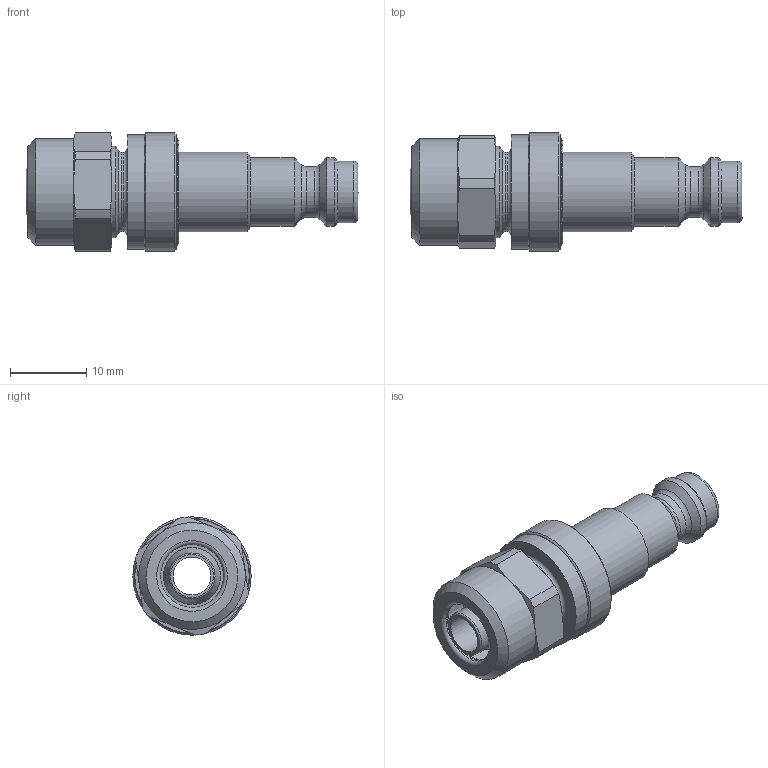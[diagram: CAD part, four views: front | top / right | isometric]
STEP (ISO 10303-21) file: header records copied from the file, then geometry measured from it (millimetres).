
FILE_DESCRIPTION((''),'2;1');
FILE_NAME('21sfko08mxx0.stp','2014-05-05T09:12:39',('AS035480'),(''),'Autodesk Inventor 2013','Autodesk Inventor 2013','');
FILE_SCHEMA(('AUTOMOTIVE_DESIGN { 1 0 10303 214 1 1 1 1 }'));
Length unit declared in the file: millimetre
Products named in the file (4): D110428; D110427; D104771; D102231
Assembly tree (3 placements, depth 2):
  D110428
    D110427
    D104771
    D102231
Bounding box: 43.5 x 15.5 x 15.5 mm (x, y, z)
Volume: 3551.7 mm3; surface area: 3948.2 mm2
Topology: 3 solids, 4 shells, 82 faces, 165 edges, 95 vertices
Faces by surface type: cone 27, cylinder 26, plane 18, torus 11
Full cylindrical faces by diameter (mm): 4.95 x1, 6.05 x1, 6.65 x1, 6.7 x1, 8.1 x1, 8.25 x1, 8.4 x1, 9 x2, 10 x1, 10.4 x1, 10.416 x1, 11.153 x1, 12 x1, 13.85 x1, 14 x2, 14.05 x1, 15 x1, 15.5 x1
Entity records: 1987 total; most frequent: DIRECTION 352, CARTESIAN_POINT 347, ORIENTED_EDGE 234, AXIS2_PLACEMENT_3D 170, EDGE_LOOP 140, EDGE_CURVE 117, VERTEX_POINT 93, FACE_OUTER_BOUND 82
